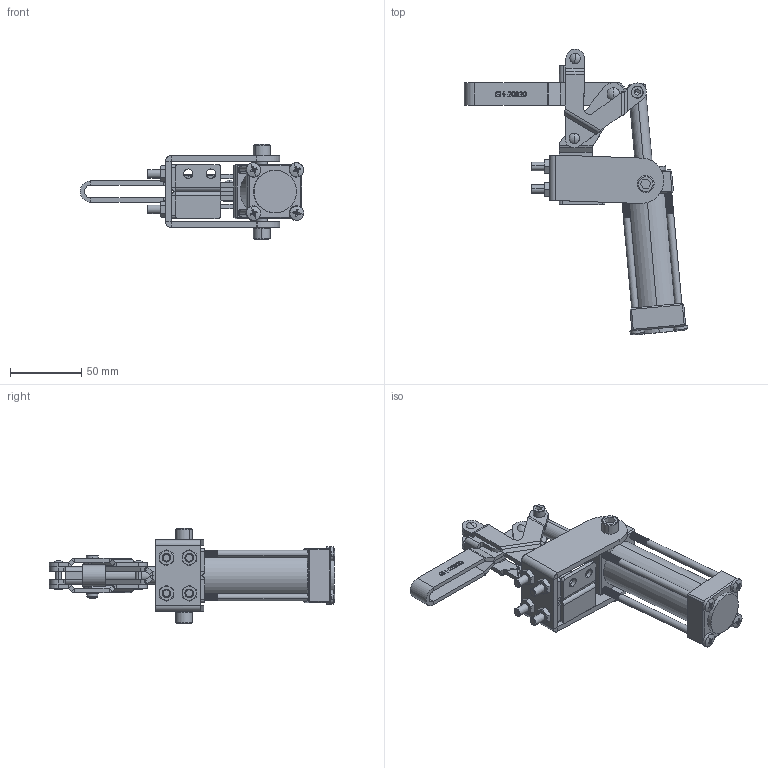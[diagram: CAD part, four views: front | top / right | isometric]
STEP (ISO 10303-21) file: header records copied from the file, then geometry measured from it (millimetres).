
FILE_DESCRIPTION (( 'STEP AP214' ), '1' );
FILE_NAME ('GH-20820-A(Â²¤Æ)-1.STEP', '2022-03-17T03:11:54', ( 'D2' ), ( '' ), 'SwSTEP 2.0', 'SolidWorks 2016', '' );
FILE_SCHEMA (( 'AUTOMOTIVE_DESIGN' ));
Length unit declared in the file: millimetre
Products named in the file (8): GH-20820-A(簡化)-1; 12082008-1^GH-20820-A(簡化)-1; 20820A-CYLINDER-1^GH-20820-A(簡化)-1; Hexagon Nut_3_JIS-7^GH-20820-A(簡化)-1; Group8^GH-20820-A(簡化)-1; Group6^GH-20820-A(簡化)-1; Group5^GH-20820-A(簡化)-1; Group4^GH-20820-A(簡化)-1
Assembly tree (7 placements, depth 2):
  GH-20820-A(簡化)-1
    Group4^GH-20820-A(簡化)-1
    Group5^GH-20820-A(簡化)-1
    Group6^GH-20820-A(簡化)-1
    Group8^GH-20820-A(簡化)-1
    Hexagon Nut_3_JIS-7^GH-20820-A(簡化)-1
    20820A-CYLINDER-1^GH-20820-A(簡化)-1
    12082008-1^GH-20820-A(簡化)-1
Bounding box: 157.29 x 201.11 x 67.03 mm (x, y, z)
Volume: 153009.6 mm3; surface area: 94664.5 mm2
Topology: 8 solids, 9 shells, 1539 faces, 3704 edges, 2250 vertices
Faces by surface type: plane 545, cone 488, cylinder 394, bspline 80, sphere 16, torus 16
Entity records: 53487 total; most frequent: CARTESIAN_POINT 12952, DIRECTION 7858, ORIENTED_EDGE 7392, EDGE_CURVE 3696, AXIS2_PLACEMENT_3D 3063, VERTEX_POINT 2250, VECTOR 1732, LINE 1732
